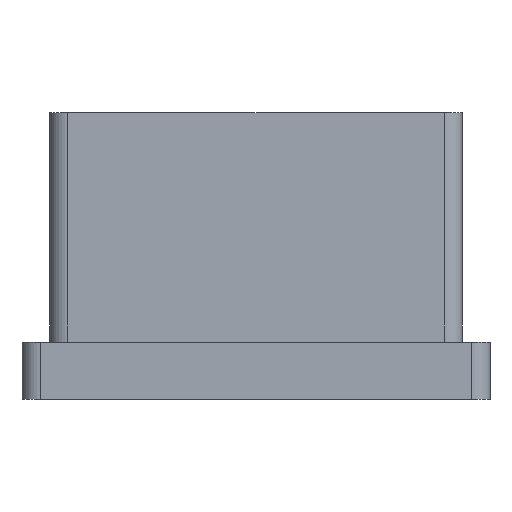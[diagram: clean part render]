
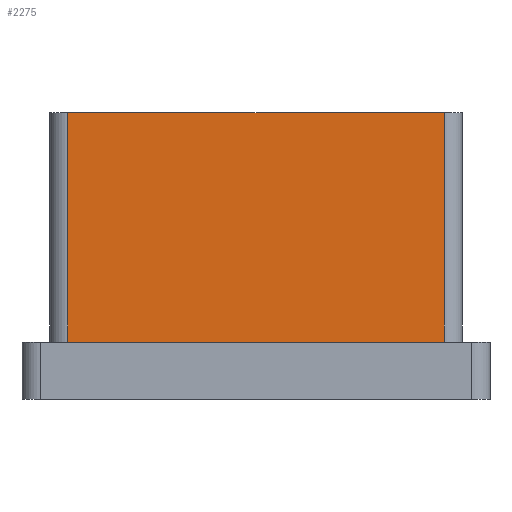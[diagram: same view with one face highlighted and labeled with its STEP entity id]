
A CAD part, left-side view. The second image highlights one B-rep face of the part: STEP entity #2275.
In plain terms, the highlighted planar face has unit normal (-1, 0, 0).
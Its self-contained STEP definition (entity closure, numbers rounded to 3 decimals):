
#151=PLANE('',#2475);
#228=FACE_OUTER_BOUND('',#369,.T.);
#369=EDGE_LOOP('',(#1697,#1698,#1699,#1700));
#553=LINE('',#3345,#762);
#554=LINE('',#3347,#763);
#555=LINE('',#3349,#764);
#556=LINE('',#3350,#765);
#762=VECTOR('',#2797,10.414);
#763=VECTOR('',#2798,6.35);
#764=VECTOR('',#2799,10.414);
#765=VECTOR('',#2800,6.35);
#1058=VERTEX_POINT('',#3343);
#1059=VERTEX_POINT('',#3344);
#1060=VERTEX_POINT('',#3346);
#1061=VERTEX_POINT('',#3348);
#1306=EDGE_CURVE('',#1058,#1059,#553,.T.);
#1307=EDGE_CURVE('',#1059,#1060,#554,.T.);
#1308=EDGE_CURVE('',#1061,#1060,#555,.T.);
#1309=EDGE_CURVE('',#1061,#1058,#556,.T.);
#1697=ORIENTED_EDGE('',*,*,#1306,.T.);
#1698=ORIENTED_EDGE('',*,*,#1307,.T.);
#1699=ORIENTED_EDGE('',*,*,#1308,.F.);
#1700=ORIENTED_EDGE('',*,*,#1309,.T.);
#2275=ADVANCED_FACE('',(#228),#151,.T.);
#2475=AXIS2_PLACEMENT_3D('',#3342,#2795,#2796);
#2795=DIRECTION('center_axis',(-1.,0.,0.));
#2796=DIRECTION('ref_axis',(0.,-1.,0.));
#2797=DIRECTION('',(0.,-1.,0.));
#2798=DIRECTION('',(0.,0.,1.));
#2799=DIRECTION('',(0.,-1.,0.));
#2800=DIRECTION('',(0.,0.,-1.));
#3342=CARTESIAN_POINT('Origin',(-5.715,5.715,-4.572));
#3343=CARTESIAN_POINT('',(-5.715,5.207,-4.572));
#3344=CARTESIAN_POINT('',(-5.715,-5.207,-4.572));
#3345=CARTESIAN_POINT('',(-5.715,5.207,-4.572));
#3346=CARTESIAN_POINT('',(-5.715,-5.207,1.778));
#3347=CARTESIAN_POINT('',(-5.715,-5.207,-4.572));
#3348=CARTESIAN_POINT('',(-5.715,5.207,1.778));
#3349=CARTESIAN_POINT('',(-5.715,5.207,1.778));
#3350=CARTESIAN_POINT('',(-5.715,5.207,1.778));
